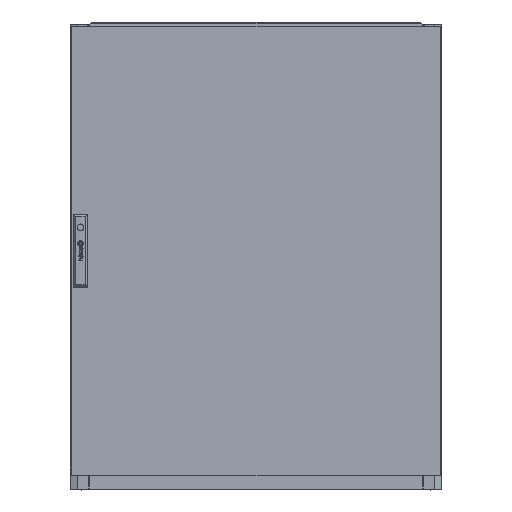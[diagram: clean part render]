
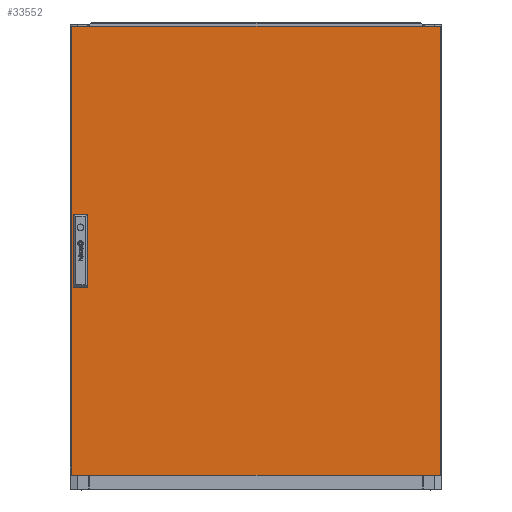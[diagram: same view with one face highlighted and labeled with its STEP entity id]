
A CAD part, top view. The second image highlights one B-rep face of the part: STEP entity #33552.
In plain terms, the highlighted planar face has unit normal (0, 0, 1).
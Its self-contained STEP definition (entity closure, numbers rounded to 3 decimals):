
#2 = CARTESIAN_POINT ( 'NONE',  ( 0., 0., 0. ) ) ;
#102 = DIRECTION ( 'NONE',  ( 1., 0., 0. ) ) ;
#1901 = LINE ( 'NONE', #44107, #23266 ) ;
#2264 = DIRECTION ( 'NONE',  ( 0., -1., 0. ) ) ;
#3452 = DIRECTION ( 'NONE',  ( -1., 0., 0. ) ) ;
#3562 = DIRECTION ( 'NONE',  ( 0., -1., 0. ) ) ;
#5030 = ORIENTED_EDGE ( 'NONE', *, *, #61467, .T. ) ;
#5526 = FACE_OUTER_BOUND ( 'NONE', #92885, .T. ) ;
#7873 = ORIENTED_EDGE ( 'NONE', *, *, #52103, .F. ) ;
#8379 = EDGE_CURVE ( 'NONE', #57557, #47751, #91571, .T. ) ;
#9362 = DIRECTION ( 'NONE',  ( 1., 0., 0. ) ) ;
#9713 = LINE ( 'NONE', #49390, #52385 ) ;
#9766 = CARTESIAN_POINT ( 'NONE',  ( -363., -78.5, 0. ) ) ;
#10869 = VECTOR ( 'NONE', #2264, 1000. ) ;
#12231 = VERTEX_POINT ( 'NONE', #96008 ) ;
#16175 = ORIENTED_EDGE ( 'NONE', *, *, #27221, .T. ) ;
#16283 = VECTOR ( 'NONE', #3452, 1000. ) ;
#17309 = DIRECTION ( 'NONE',  ( 0., 1., 0. ) ) ;
#19592 = CARTESIAN_POINT ( 'NONE',  ( -397., 483.5, 0. ) ) ;
#20694 = CARTESIAN_POINT ( 'NONE',  ( -397., -483.5, 0. ) ) ;
#21071 = VECTOR ( 'NONE', #42635, 1000. ) ;
#23266 = VECTOR ( 'NONE', #92184, 1000. ) ;
#24959 = DIRECTION ( 'NONE',  ( 0., 0., 1. ) ) ;
#27221 = EDGE_CURVE ( 'NONE', #28862, #70513, #1901, .T. ) ;
#28397 = EDGE_CURVE ( 'NONE', #70513, #48813, #96244, .T. ) ;
#28862 = VERTEX_POINT ( 'NONE', #55856 ) ;
#32026 = CARTESIAN_POINT ( 'NONE',  ( -397., -483.5, 0. ) ) ;
#33552 = ADVANCED_FACE ( 'NONE', ( #67060, #5526 ), #73090, .T. ) ;
#34579 = CARTESIAN_POINT ( 'NONE',  ( -393.4, 0., 0. ) ) ;
#34834 = EDGE_LOOP ( 'NONE', ( #16175, #48054, #81818, #7873 ) ) ;
#38997 = VERTEX_POINT ( 'NONE', #101510 ) ;
#42635 = DIRECTION ( 'NONE',  ( 0., -1., 0. ) ) ;
#44107 = CARTESIAN_POINT ( 'NONE',  ( -393.4, 78.5, 0. ) ) ;
#47573 = LINE ( 'NONE', #83549, #87708 ) ;
#47751 = VERTEX_POINT ( 'NONE', #91067 ) ;
#48054 = ORIENTED_EDGE ( 'NONE', *, *, #28397, .T. ) ;
#48813 = VERTEX_POINT ( 'NONE', #9766 ) ;
#48863 = VECTOR ( 'NONE', #102, 1000. ) ;
#49234 = CARTESIAN_POINT ( 'NONE',  ( 397., 483.5, 0. ) ) ;
#49264 = ORIENTED_EDGE ( 'NONE', *, *, #87431, .T. ) ;
#49390 = CARTESIAN_POINT ( 'NONE',  ( -393.4, -78.5, 0. ) ) ;
#50370 = CARTESIAN_POINT ( 'NONE',  ( -363., 0., 0. ) ) ;
#50538 = VECTOR ( 'NONE', #17309, 1000. ) ;
#52103 = EDGE_CURVE ( 'NONE', #28862, #38997, #85100, .T. ) ;
#52385 = VECTOR ( 'NONE', #9362, 1000. ) ;
#55856 = CARTESIAN_POINT ( 'NONE',  ( -393.4, 78.5, 0. ) ) ;
#57557 = VERTEX_POINT ( 'NONE', #20694 ) ;
#61467 = EDGE_CURVE ( 'NONE', #78054, #12231, #90420, .T. ) ;
#67060 = FACE_BOUND ( 'NONE', #34834, .T. ) ;
#70513 = VERTEX_POINT ( 'NONE', #85037 ) ;
#71857 = LINE ( 'NONE', #49234, #50538 ) ;
#73090 = PLANE ( 'NONE',  #86037 ) ;
#78054 = VERTEX_POINT ( 'NONE', #89400 ) ;
#81102 = DIRECTION ( 'NONE',  ( 1., 0., 0. ) ) ;
#81818 = ORIENTED_EDGE ( 'NONE', *, *, #90506, .F. ) ;
#83549 = CARTESIAN_POINT ( 'NONE',  ( -397., 483.5, 0. ) ) ;
#85037 = CARTESIAN_POINT ( 'NONE',  ( -363., 78.5, 0. ) ) ;
#85100 = LINE ( 'NONE', #34579, #21071 ) ;
#86037 = AXIS2_PLACEMENT_3D ( 'NONE', #2, #24959, #81102 ) ;
#87431 = EDGE_CURVE ( 'NONE', #12231, #57557, #47573, .T. ) ;
#87708 = VECTOR ( 'NONE', #3562, 1000. ) ;
#89400 = CARTESIAN_POINT ( 'NONE',  ( 397., 483.5, 0. ) ) ;
#90020 = ORIENTED_EDGE ( 'NONE', *, *, #8379, .T. ) ;
#90420 = LINE ( 'NONE', #19592, #16283 ) ;
#90506 = EDGE_CURVE ( 'NONE', #38997, #48813, #9713, .T. ) ;
#91067 = CARTESIAN_POINT ( 'NONE',  ( 397., -483.5, 0. ) ) ;
#91349 = ORIENTED_EDGE ( 'NONE', *, *, #99700, .T. ) ;
#91571 = LINE ( 'NONE', #32026, #48863 ) ;
#92184 = DIRECTION ( 'NONE',  ( 1., 0., 0. ) ) ;
#92885 = EDGE_LOOP ( 'NONE', ( #91349, #5030, #49264, #90020 ) ) ;
#96008 = CARTESIAN_POINT ( 'NONE',  ( -397., 483.5, 0. ) ) ;
#96244 = LINE ( 'NONE', #50370, #10869 ) ;
#99700 = EDGE_CURVE ( 'NONE', #47751, #78054, #71857, .T. ) ;
#101510 = CARTESIAN_POINT ( 'NONE',  ( -393.4, -78.5, 0. ) ) ;
